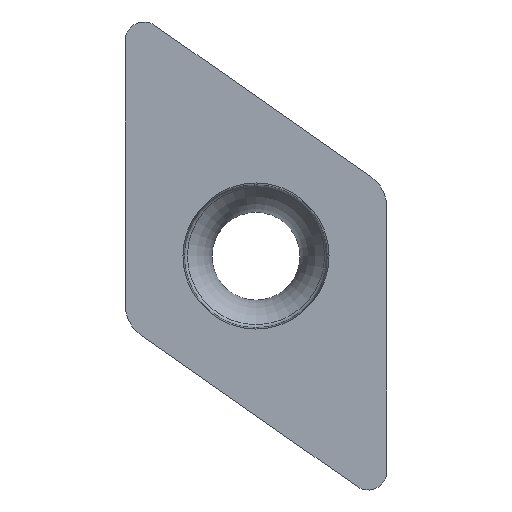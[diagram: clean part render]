
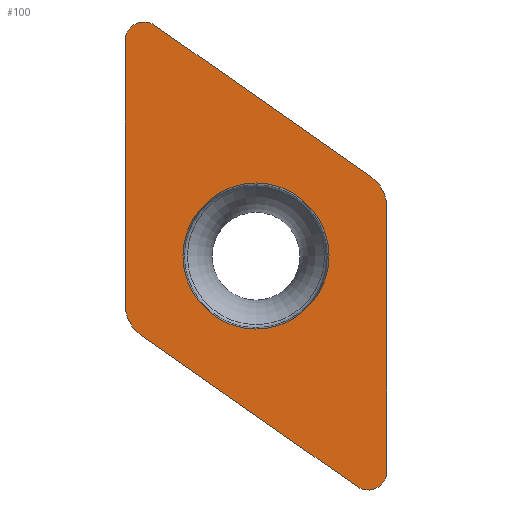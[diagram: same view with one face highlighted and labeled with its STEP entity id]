
A CAD part, top view. The second image highlights one B-rep face of the part: STEP entity #100.
In plain terms, the highlighted planar face has unit normal (0, 0, 1).
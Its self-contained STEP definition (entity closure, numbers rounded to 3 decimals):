
#100=ADVANCED_FACE('',(#209,#210),#112,.T.);
#112=PLANE('',#612);
#129=LINE('',#909,#167);
#133=LINE('',#917,#171);
#141=LINE('',#936,#179);
#145=LINE('',#944,#183);
#167=VECTOR('',#639,1.);
#171=VECTOR('',#645,1.);
#179=VECTOR('',#661,1.);
#183=VECTOR('',#667,1.);
#209=FACE_BOUND('',#241,.T.);
#210=FACE_BOUND('',#242,.T.);
#241=EDGE_LOOP('',(#370));
#242=EDGE_LOOP('',(#371,#372,#373,#374,#375,#376,#377,#378));
#370=ORIENTED_EDGE('',*,*,#490,.F.);
#371=ORIENTED_EDGE('',*,*,#482,.F.);
#372=ORIENTED_EDGE('',*,*,#473,.T.);
#373=ORIENTED_EDGE('',*,*,#483,.T.);
#374=ORIENTED_EDGE('',*,*,#463,.T.);
#375=ORIENTED_EDGE('',*,*,#468,.F.);
#376=ORIENTED_EDGE('',*,*,#459,.T.);
#377=ORIENTED_EDGE('',*,*,#486,.T.);
#378=ORIENTED_EDGE('',*,*,#477,.T.);
#409=VERTEX_POINT('',#908);
#410=VERTEX_POINT('',#910);
#412=VERTEX_POINT('',#916);
#413=VERTEX_POINT('',#918);
#419=VERTEX_POINT('',#935);
#420=VERTEX_POINT('',#937);
#422=VERTEX_POINT('',#943);
#423=VERTEX_POINT('',#945);
#429=VERTEX_POINT('',#998);
#459=EDGE_CURVE('',#410,#409,#129,.T.);
#463=EDGE_CURVE('',#413,#412,#133,.T.);
#468=EDGE_CURVE('',#410,#412,#508,.T.);
#473=EDGE_CURVE('',#420,#419,#141,.T.);
#477=EDGE_CURVE('',#423,#422,#145,.T.);
#482=EDGE_CURVE('',#420,#422,#509,.T.);
#483=EDGE_CURVE('',#419,#413,#510,.T.);
#486=EDGE_CURVE('',#409,#423,#511,.T.);
#490=EDGE_CURVE('',#429,#429,#513,.T.);
#508=CIRCLE('',#581,0.794);
#509=CIRCLE('',#586,0.794);
#510=CIRCLE('',#588,1.6);
#511=CIRCLE('',#590,1.6);
#513=CIRCLE('',#593,3.071);
#581=AXIS2_PLACEMENT_3D('',#926,#653,#654);
#586=AXIS2_PLACEMENT_3D('',#953,#675,#676);
#588=AXIS2_PLACEMENT_3D('',#955,#679,#680);
#590=AXIS2_PLACEMENT_3D('',#975,#683,#684);
#593=AXIS2_PLACEMENT_3D('',#997,#689,#690);
#612=AXIS2_PLACEMENT_3D('',#1097,#739,#740);
#639=DIRECTION('',(0.,1.,0.));
#645=DIRECTION('',(0.819,-0.574,0.));
#653=DIRECTION('',(0.,0.,-1.));
#654=DIRECTION('',(1.,0.,0.));
#661=DIRECTION('',(0.,-1.,0.));
#667=DIRECTION('',(-0.819,0.574,0.));
#675=DIRECTION('',(0.,0.,-1.));
#676=DIRECTION('',(1.,0.,0.));
#679=DIRECTION('',(0.,0.,1.));
#680=DIRECTION('',(1.,0.,0.));
#683=DIRECTION('',(0.,0.,1.));
#684=DIRECTION('',(1.,0.,0.));
#689=DIRECTION('',(0.,0.,1.));
#690=DIRECTION('',(1.,0.,0.));
#739=DIRECTION('',(0.,0.,1.));
#740=DIRECTION('',(1.,0.,0.));
#908=CARTESIAN_POINT('',(5.5,2.03,0.));
#909=CARTESIAN_POINT('',(5.5,7.722,0.));
#910=CARTESIAN_POINT('',(5.5,-9.04,0.));
#916=CARTESIAN_POINT('',(4.251,-9.691,0.));
#917=CARTESIAN_POINT('',(-9.48,-0.076,0.));
#918=CARTESIAN_POINT('',(-4.818,-3.341,0.));
#926=CARTESIAN_POINT('',(4.706,-9.04,0.));
#935=CARTESIAN_POINT('',(-5.5,-2.03,0.));
#936=CARTESIAN_POINT('',(-5.5,-7.722,0.));
#937=CARTESIAN_POINT('',(-5.5,9.04,0.));
#943=CARTESIAN_POINT('',(-4.251,9.691,0.));
#944=CARTESIAN_POINT('',(9.48,0.076,0.));
#945=CARTESIAN_POINT('',(4.818,3.341,0.));
#953=CARTESIAN_POINT('',(-4.706,9.04,0.));
#955=CARTESIAN_POINT('',(-3.9,-2.03,0.));
#975=CARTESIAN_POINT('',(3.9,2.03,0.));
#997=CARTESIAN_POINT('',(0.,0.,0.));
#998=CARTESIAN_POINT('',(3.071,0.,0.));
#1097=CARTESIAN_POINT('',(0.,0.,0.));
